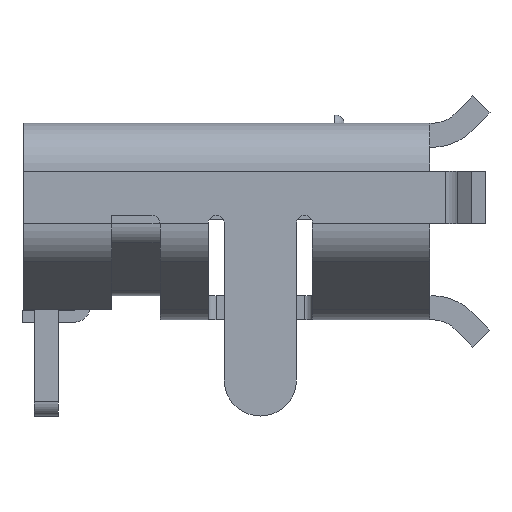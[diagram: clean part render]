
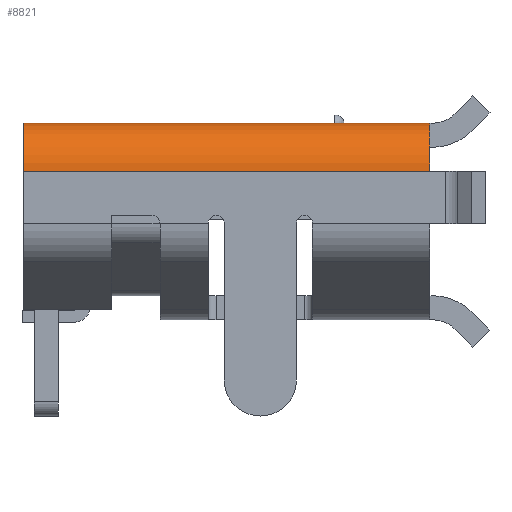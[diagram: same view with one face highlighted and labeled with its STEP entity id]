
A CAD part, left-side view. The second image highlights one B-rep face of the part: STEP entity #8821.
In plain terms, the highlighted cylindrical face has radius 0.6 mm (diameter 1.2 mm), a partial arc.
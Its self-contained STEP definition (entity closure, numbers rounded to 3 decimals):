
#445 = VERTEX_POINT ( 'NONE', #1773 ) ;
#1773 = CARTESIAN_POINT ( 'NONE',  ( -3.113, -2.567, 2.45 ) ) ;
#2660 = DIRECTION ( 'NONE',  ( 0., -1., 0. ) ) ;
#2791 = VECTOR ( 'NONE', #10514, 1000. ) ;
#3929 = AXIS2_PLACEMENT_3D ( 'NONE', #9219, #5119, #18187 ) ;
#5119 = DIRECTION ( 'NONE',  ( 0., -1., 0. ) ) ;
#5366 = CIRCLE ( 'NONE', #3929, 0.6 ) ;
#5765 = ORIENTED_EDGE ( 'NONE', *, *, #24125, .F. ) ;
#5994 = AXIS2_PLACEMENT_3D ( 'NONE', #18549, #12193, #27478 ) ;
#7076 = LINE ( 'NONE', #20150, #24227 ) ;
#7113 = CARTESIAN_POINT ( 'NONE',  ( -3.113, -2.567, 1.85 ) ) ;
#7316 = LINE ( 'NONE', #19073, #2791 ) ;
#8821 = ADVANCED_FACE ( 'NONE', ( #21147 ), #25576, .T. ) ;
#9182 = VERTEX_POINT ( 'NONE', #21081 ) ;
#9219 = CARTESIAN_POINT ( 'NONE',  ( -3.113, 2.493, 1.85 ) ) ;
#10514 = DIRECTION ( 'NONE',  ( 0., -1., 0. ) ) ;
#11319 = EDGE_CURVE ( 'NONE', #21858, #445, #7316, .T. ) ;
#11803 = DIRECTION ( 'NONE',  ( -1., 0., 0. ) ) ;
#11948 = DIRECTION ( 'NONE',  ( 0., -1., 0. ) ) ;
#12193 = DIRECTION ( 'NONE',  ( 0., -1., 0. ) ) ;
#13486 = CARTESIAN_POINT ( 'NONE',  ( -3.713, -2.567, 1.85 ) ) ;
#14130 = EDGE_CURVE ( 'NONE', #9182, #23023, #7076, .T. ) ;
#14683 = CARTESIAN_POINT ( 'NONE',  ( -3.113, 2.493, 2.45 ) ) ;
#16237 = ORIENTED_EDGE ( 'NONE', *, *, #11319, .F. ) ;
#16350 = ORIENTED_EDGE ( 'NONE', *, *, #20886, .T. ) ;
#18187 = DIRECTION ( 'NONE',  ( 1., 0., 0. ) ) ;
#18488 = EDGE_LOOP ( 'NONE', ( #16350, #28622, #5765, #16237 ) ) ;
#18549 = CARTESIAN_POINT ( 'NONE',  ( -3.113, 7.433, 1.85 ) ) ;
#19073 = CARTESIAN_POINT ( 'NONE',  ( -3.113, 7.433, 2.45 ) ) ;
#20150 = CARTESIAN_POINT ( 'NONE',  ( -3.713, 7.433, 1.85 ) ) ;
#20886 = EDGE_CURVE ( 'NONE', #21858, #9182, #5366, .T. ) ;
#21081 = CARTESIAN_POINT ( 'NONE',  ( -3.713, 2.493, 1.85 ) ) ;
#21147 = FACE_OUTER_BOUND ( 'NONE', #18488, .T. ) ;
#21483 = AXIS2_PLACEMENT_3D ( 'NONE', #7113, #11948, #11803 ) ;
#21858 = VERTEX_POINT ( 'NONE', #14683 ) ;
#23023 = VERTEX_POINT ( 'NONE', #13486 ) ;
#24125 = EDGE_CURVE ( 'NONE', #445, #23023, #25251, .T. ) ;
#24227 = VECTOR ( 'NONE', #2660, 1000. ) ;
#25251 = CIRCLE ( 'NONE', #21483, 0.6 ) ;
#25576 = CYLINDRICAL_SURFACE ( 'NONE', #5994, 0.6 ) ;
#27478 = DIRECTION ( 'NONE',  ( 1., 0., 0. ) ) ;
#28622 = ORIENTED_EDGE ( 'NONE', *, *, #14130, .T. ) ;
